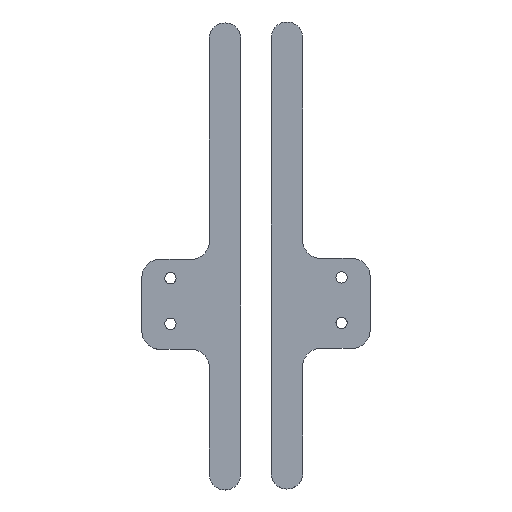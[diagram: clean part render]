
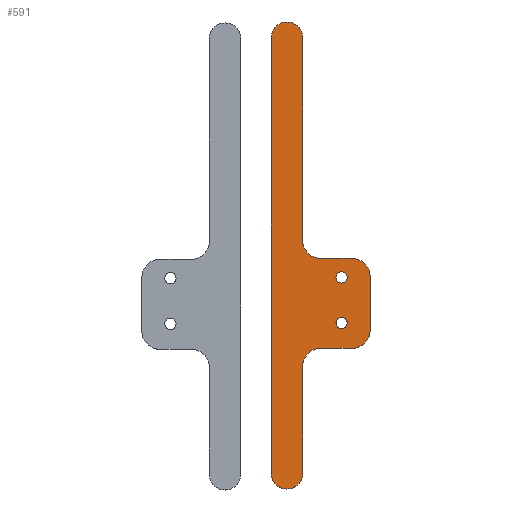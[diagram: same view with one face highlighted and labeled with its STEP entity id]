
A CAD part, top view. The second image highlights one B-rep face of the part: STEP entity #591.
In plain terms, the highlighted planar face has unit normal (0, 0, 1).
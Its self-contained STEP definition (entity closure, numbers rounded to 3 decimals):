
#39=FACE_BOUND('',#98,.T.);
#40=FACE_BOUND('',#99,.T.);
#59=FACE_OUTER_BOUND('',#97,.T.);
#97=EDGE_LOOP('',(#491,#492,#493,#494,#495,#496,#497,#498,#499,#500,#501,
#502));
#98=EDGE_LOOP('',(#503));
#99=EDGE_LOOP('',(#504));
#147=LINE('',#990,#199);
#148=LINE('',#994,#200);
#149=LINE('',#998,#201);
#150=LINE('',#1002,#202);
#151=LINE('',#1006,#203);
#152=LINE('',#1009,#204);
#199=VECTOR('',#808,10.);
#200=VECTOR('',#811,10.);
#201=VECTOR('',#814,10.);
#202=VECTOR('',#817,10.);
#203=VECTOR('',#820,10.);
#204=VECTOR('',#823,10.);
#241=CIRCLE('',#662,3.5);
#242=CIRCLE('',#664,4.);
#243=CIRCLE('',#665,4.);
#244=CIRCLE('',#666,4.);
#245=CIRCLE('',#667,4.);
#246=CIRCLE('',#668,3.5);
#247=CIRCLE('',#669,1.265);
#248=CIRCLE('',#670,1.265);
#291=VERTEX_POINT('',#983);
#292=VERTEX_POINT('',#985);
#293=VERTEX_POINT('',#989);
#294=VERTEX_POINT('',#991);
#295=VERTEX_POINT('',#993);
#296=VERTEX_POINT('',#995);
#297=VERTEX_POINT('',#997);
#298=VERTEX_POINT('',#999);
#299=VERTEX_POINT('',#1001);
#300=VERTEX_POINT('',#1003);
#301=VERTEX_POINT('',#1005);
#302=VERTEX_POINT('',#1007);
#303=VERTEX_POINT('',#1010);
#304=VERTEX_POINT('',#1012);
#362=EDGE_CURVE('',#291,#292,#241,.T.);
#364=EDGE_CURVE('',#293,#291,#147,.T.);
#365=EDGE_CURVE('',#294,#293,#242,.T.);
#366=EDGE_CURVE('',#295,#294,#148,.T.);
#367=EDGE_CURVE('',#296,#295,#243,.T.);
#368=EDGE_CURVE('',#297,#296,#149,.T.);
#369=EDGE_CURVE('',#298,#297,#244,.T.);
#370=EDGE_CURVE('',#299,#298,#150,.T.);
#371=EDGE_CURVE('',#300,#299,#245,.T.);
#372=EDGE_CURVE('',#300,#301,#151,.T.);
#373=EDGE_CURVE('',#302,#301,#246,.T.);
#374=EDGE_CURVE('',#302,#292,#152,.T.);
#375=EDGE_CURVE('',#303,#303,#247,.T.);
#376=EDGE_CURVE('',#304,#304,#248,.T.);
#491=ORIENTED_EDGE('',*,*,#362,.F.);
#492=ORIENTED_EDGE('',*,*,#364,.F.);
#493=ORIENTED_EDGE('',*,*,#365,.F.);
#494=ORIENTED_EDGE('',*,*,#366,.F.);
#495=ORIENTED_EDGE('',*,*,#367,.F.);
#496=ORIENTED_EDGE('',*,*,#368,.F.);
#497=ORIENTED_EDGE('',*,*,#369,.F.);
#498=ORIENTED_EDGE('',*,*,#370,.F.);
#499=ORIENTED_EDGE('',*,*,#371,.F.);
#500=ORIENTED_EDGE('',*,*,#372,.T.);
#501=ORIENTED_EDGE('',*,*,#373,.F.);
#502=ORIENTED_EDGE('',*,*,#374,.T.);
#503=ORIENTED_EDGE('',*,*,#375,.T.);
#504=ORIENTED_EDGE('',*,*,#376,.T.);
#566=PLANE('',#663);
#591=ADVANCED_FACE('',(#59,#39,#40),#566,.F.);
#662=AXIS2_PLACEMENT_3D('',#986,#803,#804);
#663=AXIS2_PLACEMENT_3D('',#988,#806,#807);
#664=AXIS2_PLACEMENT_3D('',#992,#809,#810);
#665=AXIS2_PLACEMENT_3D('',#996,#812,#813);
#666=AXIS2_PLACEMENT_3D('',#1000,#815,#816);
#667=AXIS2_PLACEMENT_3D('',#1004,#818,#819);
#668=AXIS2_PLACEMENT_3D('',#1008,#821,#822);
#669=AXIS2_PLACEMENT_3D('',#1011,#824,#825);
#670=AXIS2_PLACEMENT_3D('',#1013,#826,#827);
#803=DIRECTION('center_axis',(0.,0.,
-1.));
#804=DIRECTION('ref_axis',(0.707,-0.707,0.));
#806=DIRECTION('center_axis',(0.,0.,
-1.));
#807=DIRECTION('ref_axis',(1.,0.,0.));
#808=DIRECTION('',(0.,-1.,0.));
#809=DIRECTION('center_axis',(0.,0.,
1.));
#810=DIRECTION('ref_axis',(-0.707,0.707,0.));
#811=DIRECTION('',(-1.,0.,0.));
#812=DIRECTION('center_axis',(0.,0.,
-1.));
#813=DIRECTION('ref_axis',(0.707,-0.707,0.));
#814=DIRECTION('',(0.,-1.,0.));
#815=DIRECTION('center_axis',(0.,0.,
-1.));
#816=DIRECTION('ref_axis',(0.707,0.707,0.));
#817=DIRECTION('',(1.,0.,0.));
#818=DIRECTION('center_axis',(0.,0.,
1.));
#819=DIRECTION('ref_axis',(-0.707,-0.707,0.));
#820=DIRECTION('',(0.,1.,0.));
#821=DIRECTION('center_axis',(0.,0.,
-1.));
#822=DIRECTION('ref_axis',(0.707,0.707,0.));
#823=DIRECTION('',(0.,-1.,0.));
#824=DIRECTION('center_axis',(0.,0.,
-1.));
#825=DIRECTION('ref_axis',(1.,0.,0.));
#826=DIRECTION('center_axis',(0.,0.,
-1.));
#827=DIRECTION('ref_axis',(1.,0.,0.));
#983=CARTESIAN_POINT('',(-71.081,55.194,3.115));
#985=CARTESIAN_POINT('',(-78.081,55.194,3.115));
#986=CARTESIAN_POINT('Origin',(-74.581,55.194,3.115));
#988=CARTESIAN_POINT('Origin',(-71.081,106.131,3.115));
#989=CARTESIAN_POINT('',(-71.081,78.999,3.115));
#990=CARTESIAN_POINT('',(-71.081,116.566,3.115));
#991=CARTESIAN_POINT('',(-67.081,82.999,3.115));
#992=CARTESIAN_POINT('Origin',(-67.081,78.999,3.115));
#993=CARTESIAN_POINT('',(-60.081,82.999,3.115));
#994=CARTESIAN_POINT('',(-56.081,82.999,3.115));
#995=CARTESIAN_POINT('',(-56.081,86.999,3.115));
#996=CARTESIAN_POINT('Origin',(-60.081,86.999,3.115));
#997=CARTESIAN_POINT('',(-56.081,98.999,3.115));
#998=CARTESIAN_POINT('',(-56.081,102.999,3.115));
#999=CARTESIAN_POINT('',(-60.081,102.999,3.115));
#1000=CARTESIAN_POINT('Origin',(-60.081,98.999,3.115));
#1001=CARTESIAN_POINT('',(-67.081,102.999,3.115));
#1002=CARTESIAN_POINT('',(-71.081,102.999,3.115));
#1003=CARTESIAN_POINT('',(-71.081,106.999,3.115));
#1004=CARTESIAN_POINT('Origin',(-67.081,106.999,3.115));
#1005=CARTESIAN_POINT('',(-71.081,152.108,3.115));
#1006=CARTESIAN_POINT('',(-71.081,54.133,3.115));
#1007=CARTESIAN_POINT('',(-78.081,152.108,3.115));
#1008=CARTESIAN_POINT('Origin',(-74.581,152.108,3.115));
#1009=CARTESIAN_POINT('',(-78.081,80.132,3.115));
#1010=CARTESIAN_POINT('',(-63.686,88.649,3.115));
#1011=CARTESIAN_POINT('Origin',(-62.421,88.649,3.115));
#1012=CARTESIAN_POINT('',(-63.686,98.799,3.115));
#1013=CARTESIAN_POINT('Origin',(-62.421,98.799,3.115));
